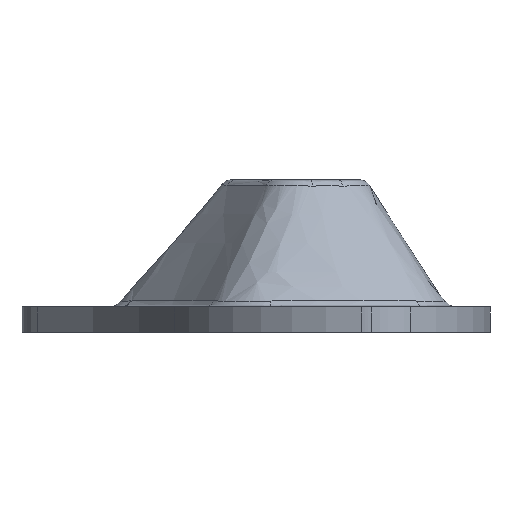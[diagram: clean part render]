
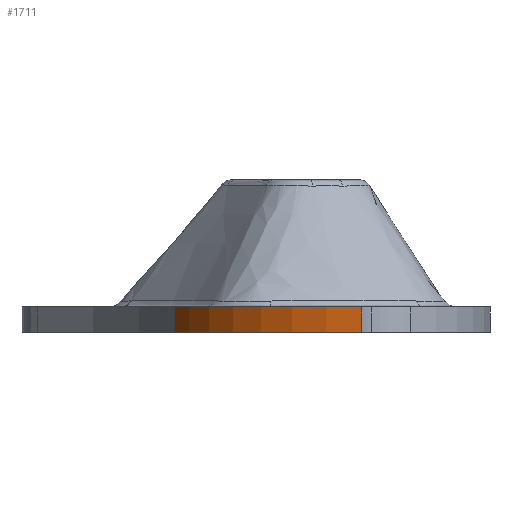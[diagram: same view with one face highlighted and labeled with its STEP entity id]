
A CAD part, left-side view. The second image highlights one B-rep face of the part: STEP entity #1711.
In plain terms, the highlighted cylindrical face has radius 19.19 mm (diameter 38.38 mm), a partial arc.
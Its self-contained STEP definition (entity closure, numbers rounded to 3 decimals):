
#61 = CIRCLE ( 'NONE', #2887, 19.19 ) ;
#84 = DIRECTION ( 'NONE',  ( 0., 0., -1. ) ) ;
#104 = DIRECTION ( 'NONE',  ( 0., 0., 1. ) ) ;
#285 = CARTESIAN_POINT ( 'NONE',  ( 120.23, 94.889, 2. ) ) ;
#321 = LINE ( 'NONE', #1868, #3130 ) ;
#424 = CARTESIAN_POINT ( 'NONE',  ( 126.634, 76.799, 0. ) ) ;
#1110 = DIRECTION ( 'NONE',  ( 0., 0., -1. ) ) ;
#1131 = CIRCLE ( 'NONE', #4183, 19.19 ) ;
#1167 = VERTEX_POINT ( 'NONE', #3775 ) ;
#1210 = CARTESIAN_POINT ( 'NONE',  ( 120.23, 94.889, 2. ) ) ;
#1235 = CARTESIAN_POINT ( 'NONE',  ( 126.634, 76.799, 2. ) ) ;
#1322 = VERTEX_POINT ( 'NONE', #3166 ) ;
#1559 = EDGE_CURVE ( 'NONE', #4450, #1167, #321, .T. ) ;
#1597 = DIRECTION ( 'NONE',  ( -1., 0., 0. ) ) ;
#1661 = ORIENTED_EDGE ( 'NONE', *, *, #2503, .F. ) ;
#1711 = ADVANCED_FACE ( 'NONE', ( #3591 ), #4381, .T. ) ;
#1725 = VERTEX_POINT ( 'NONE', #1210 ) ;
#1868 = CARTESIAN_POINT ( 'NONE',  ( 107.745, 80.184, 2. ) ) ;
#1890 = EDGE_CURVE ( 'NONE', #1725, #1322, #2279, .T. ) ;
#1966 = DIRECTION ( 'NONE',  ( 0., 0., 1. ) ) ;
#2279 = LINE ( 'NONE', #285, #2570 ) ;
#2318 = ORIENTED_EDGE ( 'NONE', *, *, #3259, .T. ) ;
#2503 = EDGE_CURVE ( 'NONE', #1725, #4450, #1131, .T. ) ;
#2570 = VECTOR ( 'NONE', #3407, 1000. ) ;
#2887 = AXIS2_PLACEMENT_3D ( 'NONE', #424, #1966, #1597 ) ;
#3130 = VECTOR ( 'NONE', #1110, 1000. ) ;
#3166 = CARTESIAN_POINT ( 'NONE',  ( 120.23, 94.889, 0. ) ) ;
#3208 = CARTESIAN_POINT ( 'NONE',  ( 107.745, 80.184, 2. ) ) ;
#3259 = EDGE_CURVE ( 'NONE', #1322, #1167, #61, .T. ) ;
#3407 = DIRECTION ( 'NONE',  ( 0., 0., -1. ) ) ;
#3497 = ORIENTED_EDGE ( 'NONE', *, *, #1559, .F. ) ;
#3591 = FACE_OUTER_BOUND ( 'NONE', #3834, .T. ) ;
#3690 = AXIS2_PLACEMENT_3D ( 'NONE', #1235, #84, #4278 ) ;
#3775 = CARTESIAN_POINT ( 'NONE',  ( 107.745, 80.184, 0. ) ) ;
#3834 = EDGE_LOOP ( 'NONE', ( #2318, #3497, #1661, #3966 ) ) ;
#3966 = ORIENTED_EDGE ( 'NONE', *, *, #1890, .T. ) ;
#3992 = DIRECTION ( 'NONE',  ( -1., 0., 0. ) ) ;
#4183 = AXIS2_PLACEMENT_3D ( 'NONE', #4352, #104, #3992 ) ;
#4278 = DIRECTION ( 'NONE',  ( -1., 0., 0. ) ) ;
#4352 = CARTESIAN_POINT ( 'NONE',  ( 126.634, 76.799, 2. ) ) ;
#4381 = CYLINDRICAL_SURFACE ( 'NONE', #3690, 19.19 ) ;
#4450 = VERTEX_POINT ( 'NONE', #3208 ) ;
